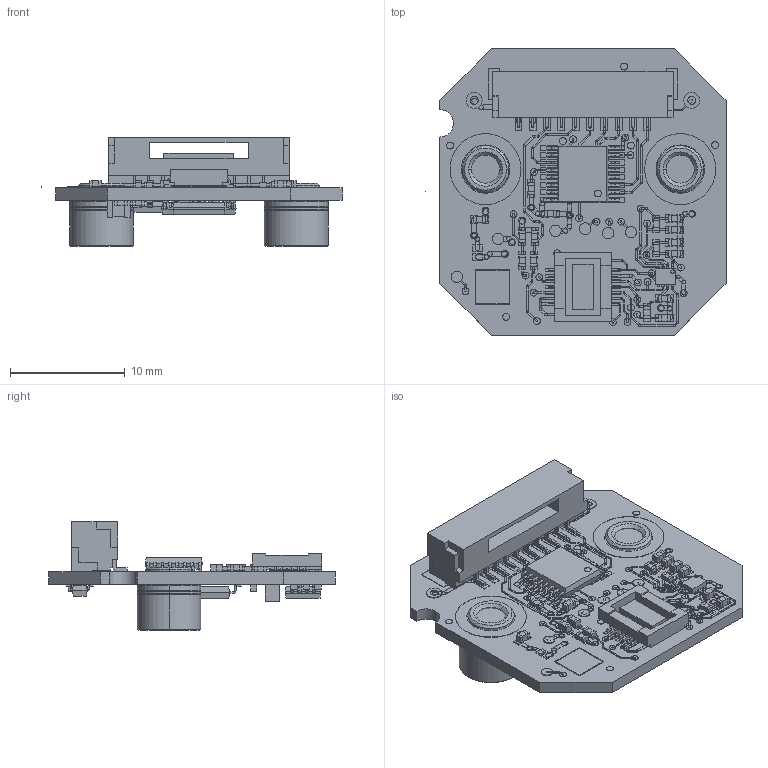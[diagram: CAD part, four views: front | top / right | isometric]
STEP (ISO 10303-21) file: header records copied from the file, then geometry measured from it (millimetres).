
FILE_DESCRIPTION(/* description */ (''),/* implementation_level */ '2;1');
FILE_NAME(/* name */ 'A_9412_0510_02_A.stp',/* time_stamp */ '2014-11-25T09:05:48+00:00',/* author */ (''),/* organization */ (''),/* preprocessor_version */ 'ST-DEVELOPER v11',/* originating_system */ 'SIEMENS PLM Software NX 7.5',/* authorisation */ '');
FILE_SCHEMA (('AUTOMOTIVE_DESIGN { 1 0 10303 214 1 1 1 1 }'));
Products named in the file (1): sb13380El5gv
Bounding box: 26.2 x 25 x 9.51 mm (x, y, z)
Volume: 1066.2 mm3; surface area: 3428.1 mm2
Topology: 868 solids, 868 shells, 5970 faces, 12441 edges, 8277 vertices
Faces by surface type: plane 4512, cylinder 1438, cone 16, torus 4
Full cylindrical faces by diameter (mm): 0.3 x1, 0.6 x121, 0.7 x4, 1 x53, 1.4 x6, 4.22 x2, 6.2 x4
Entity records: 169943 total; most frequent: DIRECTION 27085, CARTESIAN_POINT 26484, ORIENTED_EDGE 24486, EDGE_CURVE 12243, LINE 9343, VECTOR 9343, AXIS2_PLACEMENT_3D 8871, VERTEX_POINT 8270
